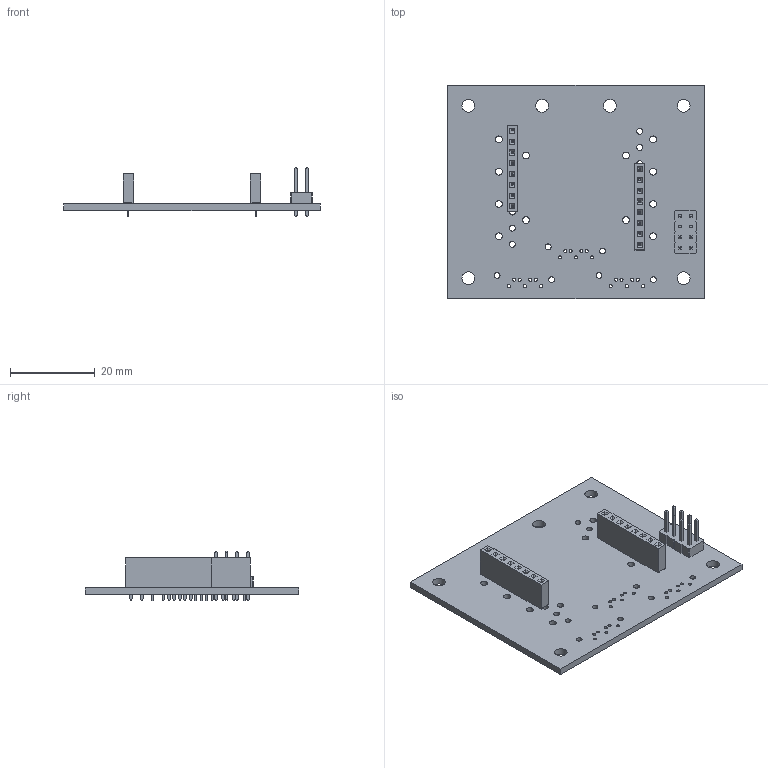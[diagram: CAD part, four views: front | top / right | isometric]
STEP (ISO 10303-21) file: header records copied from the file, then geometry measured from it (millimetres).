
FILE_DESCRIPTION(('KiCad electronic assembly'),'2;1');
FILE_NAME('RFIQINT01B.step','2022-05-11T15:22:58',('Pcbnew'),('Kicad'), 'Open CASCADE STEP processor 7.5','KiCad to STEP converter','Unknown' );
FILE_SCHEMA(('AUTOMOTIVE_DESIGN { 1 0 10303 214 1 1 1 1 }'));
Length unit declared in the file: millimetre
Products named in the file (6): RFIQINT01B 1; PinSocket_1x08_P2.54mm_Vertical; SOLID; PinHeader_2x04_P2.54mm_Vertical; tmp43n21q40 PCB
Assembly tree (6 placements, depth 3):
  RFIQINT01B 1
    PinSocket_1x08_P2.54mm_Vertical  x2
      SOLID
    PinHeader_2x04_P2.54mm_Vertical
      SOLID
    tmp43n21q40 PCB
Bounding box: 60.45 x 50.29 x 11.64 mm (x, y, z)
Volume: 5520.8 mm3; surface area: 8213.9 mm2
Topology: 4 solids, 4 shells, 763 faces, 1945 edges, 1254 vertices
Faces by surface type: bspline 688, cylinder 69, plane 6
Full cylindrical faces by diameter (mm): 0.74 x21, 0.889 x8, 1.35 x6, 1.4 x16, 1.6 x12, 3 x6
Entity records: 32179 total; most frequent: CARTESIAN_POINT 10481, B_SPLINE_CURVE_WITH_KNOTS 3186, ORIENTED_EDGE 2562, PCURVE 2562, DEFINITIONAL_REPRESENTATION 2562, EDGE_CURVE 1281, SURFACE_CURVE 1212, VERTEX_POINT 822
